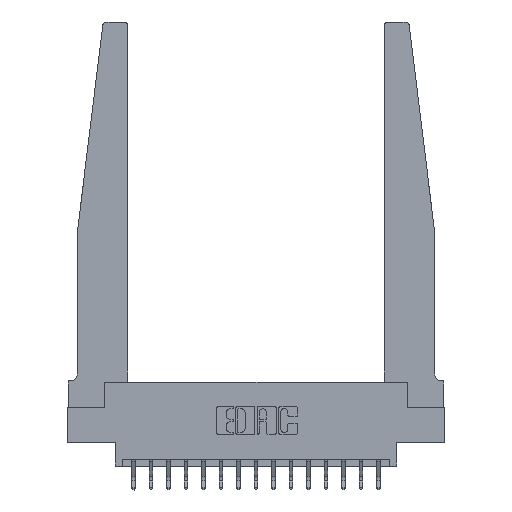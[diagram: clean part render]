
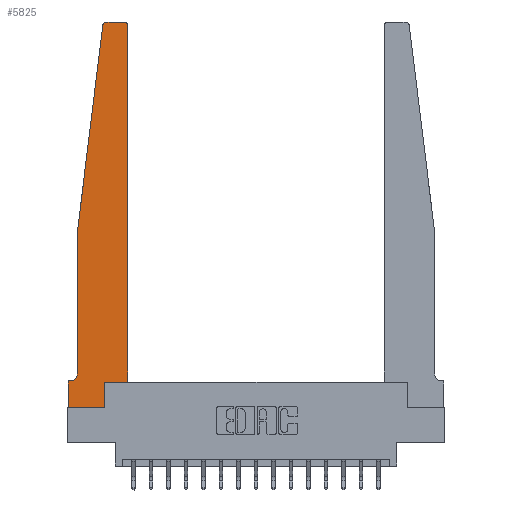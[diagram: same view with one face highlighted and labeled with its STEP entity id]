
A CAD part, top view. The second image highlights one B-rep face of the part: STEP entity #5825.
In plain terms, the highlighted planar face has unit normal (0, 0, 1).
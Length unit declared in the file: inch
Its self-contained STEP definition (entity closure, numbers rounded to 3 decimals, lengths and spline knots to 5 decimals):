
#32 = CARTESIAN_POINT ( 'NONE',  ( 0.27653, 2.72, 0.37 ) ) ;
#145 = FACE_OUTER_BOUND ( 'NONE', #13512, .T. ) ;
#161 = VERTEX_POINT ( 'NONE', #11683 ) ;
#204 = VECTOR ( 'NONE', #16287, 39.37008 ) ;
#330 = DIRECTION ( 'NONE',  ( -0.122, -0.992, 0. ) ) ;
#732 = DIRECTION ( 'NONE',  ( 1., 0., 0. ) ) ;
#1175 = AXIS2_PLACEMENT_3D ( 'NONE', #17879, #9322, #732 ) ;
#1385 = VECTOR ( 'NONE', #9515, 39.37008 ) ;
#1444 = CIRCLE ( 'NONE', #4887, 0.03 ) ;
#1488 = DIRECTION ( 'NONE',  ( 1., 0., 0. ) ) ;
#1646 = CARTESIAN_POINT ( 'NONE',  ( 0.015, 0.2375, 0.37 ) ) ;
#1866 = CARTESIAN_POINT ( 'NONE',  ( 0.065, 1.25, 0.37 ) ) ;
#1909 = EDGE_CURVE ( 'NONE', #3756, #9350, #15489, .T. ) ;
#2375 = AXIS2_PLACEMENT_3D ( 'NONE', #1646, #11621, #3097 ) ;
#2504 = CARTESIAN_POINT ( 'NONE',  ( 0.425, 2.72, 0.37 ) ) ;
#2564 = LINE ( 'NONE', #17491, #17332 ) ;
#2622 = VECTOR ( 'NONE', #10503, 39.37008 ) ;
#2790 = CIRCLE ( 'NONE', #2375, 0.05 ) ;
#2945 = CARTESIAN_POINT ( 'NONE',  ( 0.2605, 0., 0.37 ) ) ;
#3097 = DIRECTION ( 'NONE',  ( -1., 0., 0. ) ) ;
#3141 = DIRECTION ( 'NONE',  ( 0., -1., 0. ) ) ;
#3756 = VERTEX_POINT ( 'NONE', #15687 ) ;
#3759 = ORIENTED_EDGE ( 'NONE', *, *, #7702, .T. ) ;
#4624 = VERTEX_POINT ( 'NONE', #13105 ) ;
#4887 = AXIS2_PLACEMENT_3D ( 'NONE', #32, #10033, #1488 ) ;
#5151 = EDGE_CURVE ( 'NONE', #5661, #4624, #13589, .T. ) ;
#5342 = ORIENTED_EDGE ( 'NONE', *, *, #17211, .T. ) ;
#5626 = EDGE_CURVE ( 'NONE', #9519, #3756, #6457, .T. ) ;
#5661 = VERTEX_POINT ( 'NONE', #8896 ) ;
#5781 = CARTESIAN_POINT ( 'NONE',  ( 0., 0., 0.37 ) ) ;
#5825 = ADVANCED_FACE ( 'NONE', ( #145 ), #6486, .T. ) ;
#6008 = EDGE_CURVE ( 'NONE', #9544, #8238, #9348, .T. ) ;
#6023 = ORIENTED_EDGE ( 'NONE', *, *, #5151, .T. ) ;
#6457 = LINE ( 'NONE', #7437, #10644 ) ;
#6486 = PLANE ( 'NONE',  #1175 ) ;
#7218 = DIRECTION ( 'NONE',  ( 1., 0., 0. ) ) ;
#7239 = CARTESIAN_POINT ( 'NONE',  ( 0.065, 0.2375, 0.37 ) ) ;
#7298 = CARTESIAN_POINT ( 'NONE',  ( 0.2605, 0.18, 0.37 ) ) ;
#7437 = CARTESIAN_POINT ( 'NONE',  ( 0., 0., 0.37 ) ) ;
#7447 = LINE ( 'NONE', #14844, #204 ) ;
#7702 = EDGE_CURVE ( 'NONE', #8238, #18181, #2790, .T. ) ;
#8238 = VERTEX_POINT ( 'NONE', #7239 ) ;
#8252 = EDGE_CURVE ( 'NONE', #9350, #5661, #9046, .T. ) ;
#8311 = DIRECTION ( 'NONE',  ( 0., 0., 1. ) ) ;
#8468 = ORIENTED_EDGE ( 'NONE', *, *, #14519, .T. ) ;
#8896 = CARTESIAN_POINT ( 'NONE',  ( 0.2605, 0.18, 0.37 ) ) ;
#8898 = ORIENTED_EDGE ( 'NONE', *, *, #8252, .T. ) ;
#9046 = LINE ( 'NONE', #7298, #13289 ) ;
#9064 = CARTESIAN_POINT ( 'NONE',  ( 0., 0.1875, 0.37 ) ) ;
#9269 = VERTEX_POINT ( 'NONE', #9910 ) ;
#9322 = DIRECTION ( 'NONE',  ( 0., 0., 1. ) ) ;
#9348 = LINE ( 'NONE', #14770, #16485 ) ;
#9350 = VERTEX_POINT ( 'NONE', #2945 ) ;
#9515 = DIRECTION ( 'NONE',  ( -1., 0., 0. ) ) ;
#9519 = VERTEX_POINT ( 'NONE', #9064 ) ;
#9544 = VERTEX_POINT ( 'NONE', #1866 ) ;
#9548 = ORIENTED_EDGE ( 'NONE', *, *, #13002, .T. ) ;
#9910 = CARTESIAN_POINT ( 'NONE',  ( 0.24675, 2.72367, 0.37 ) ) ;
#10033 = DIRECTION ( 'NONE',  ( 0., 0., 1. ) ) ;
#10481 = EDGE_CURVE ( 'NONE', #12793, #10587, #12481, .T. ) ;
#10503 = DIRECTION ( 'NONE',  ( 1., 0., 0. ) ) ;
#10571 = AXIS2_PLACEMENT_3D ( 'NONE', #16831, #8311, #18290 ) ;
#10587 = VERTEX_POINT ( 'NONE', #12694 ) ;
#10644 = VECTOR ( 'NONE', #3141, 39.37008 ) ;
#10936 = CARTESIAN_POINT ( 'NONE',  ( 0.065, 0.1875, 0.37 ) ) ;
#11034 = DIRECTION ( 'NONE',  ( 0., 1., 0. ) ) ;
#11621 = DIRECTION ( 'NONE',  ( 0., 0., -1. ) ) ;
#11683 = CARTESIAN_POINT ( 'NONE',  ( 0.27653, 2.75, 0.37 ) ) ;
#12234 = ORIENTED_EDGE ( 'NONE', *, *, #5626, .T. ) ;
#12481 = CIRCLE ( 'NONE', #10571, 0.03 ) ;
#12670 = ORIENTED_EDGE ( 'NONE', *, *, #1909, .T. ) ;
#12694 = CARTESIAN_POINT ( 'NONE',  ( 0.395, 2.75, 0.37 ) ) ;
#12793 = VERTEX_POINT ( 'NONE', #2504 ) ;
#13002 = EDGE_CURVE ( 'NONE', #161, #9269, #1444, .T. ) ;
#13105 = CARTESIAN_POINT ( 'NONE',  ( 0.425, 0.18, 0.37 ) ) ;
#13165 = EDGE_CURVE ( 'NONE', #9269, #9544, #2564, .T. ) ;
#13289 = VECTOR ( 'NONE', #17256, 39.37008 ) ;
#13383 = EDGE_CURVE ( 'NONE', #4624, #12793, #14171, .T. ) ;
#13512 = EDGE_LOOP ( 'NONE', ( #5342, #9548, #18505, #14226, #3759, #8468, #12234, #12670, #8898, #6023, #16922, #16478 ) ) ;
#13589 = LINE ( 'NONE', #16278, #2622 ) ;
#14129 = VECTOR ( 'NONE', #7218, 39.37008 ) ;
#14171 = LINE ( 'NONE', #16850, #17997 ) ;
#14226 = ORIENTED_EDGE ( 'NONE', *, *, #6008, .T. ) ;
#14519 = EDGE_CURVE ( 'NONE', #18181, #9519, #16162, .T. ) ;
#14770 = CARTESIAN_POINT ( 'NONE',  ( 0.065, 1.25, 0.37 ) ) ;
#14844 = CARTESIAN_POINT ( 'NONE',  ( 0.25, 2.75, 0.37 ) ) ;
#15489 = LINE ( 'NONE', #5781, #14129 ) ;
#15687 = CARTESIAN_POINT ( 'NONE',  ( 0., 0., 0.37 ) ) ;
#16162 = LINE ( 'NONE', #10936, #1385 ) ;
#16212 = DIRECTION ( 'NONE',  ( 0., -1., 0. ) ) ;
#16217 = CARTESIAN_POINT ( 'NONE',  ( 0.015, 0.1875, 0.37 ) ) ;
#16278 = CARTESIAN_POINT ( 'NONE',  ( 0.425, 0.18, 0.37 ) ) ;
#16287 = DIRECTION ( 'NONE',  ( -1., 0., 0. ) ) ;
#16478 = ORIENTED_EDGE ( 'NONE', *, *, #10481, .T. ) ;
#16485 = VECTOR ( 'NONE', #16212, 39.37008 ) ;
#16831 = CARTESIAN_POINT ( 'NONE',  ( 0.395, 2.72, 0.37 ) ) ;
#16850 = CARTESIAN_POINT ( 'NONE',  ( 0.425, 0.18, 0.37 ) ) ;
#16922 = ORIENTED_EDGE ( 'NONE', *, *, #13383, .T. ) ;
#17211 = EDGE_CURVE ( 'NONE', #10587, #161, #7447, .T. ) ;
#17256 = DIRECTION ( 'NONE',  ( 0., 1., 0. ) ) ;
#17332 = VECTOR ( 'NONE', #330, 39.37008 ) ;
#17491 = CARTESIAN_POINT ( 'NONE',  ( 0.065, 1.25, 0.37 ) ) ;
#17879 = CARTESIAN_POINT ( 'NONE',  ( 0., 0.1875, 0.37 ) ) ;
#17997 = VECTOR ( 'NONE', #11034, 39.37008 ) ;
#18181 = VERTEX_POINT ( 'NONE', #16217 ) ;
#18290 = DIRECTION ( 'NONE',  ( 1., 0., 0. ) ) ;
#18505 = ORIENTED_EDGE ( 'NONE', *, *, #13165, .T. ) ;
